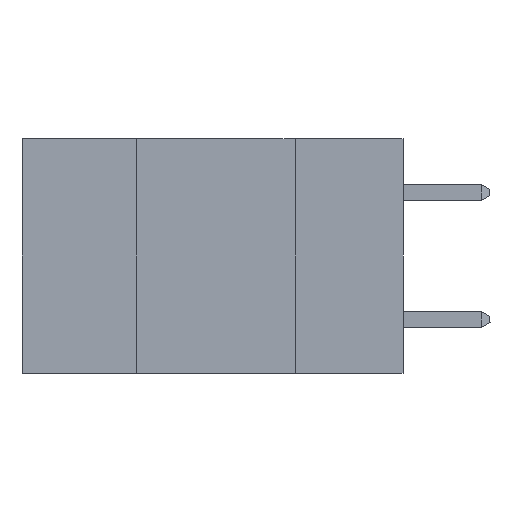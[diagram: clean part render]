
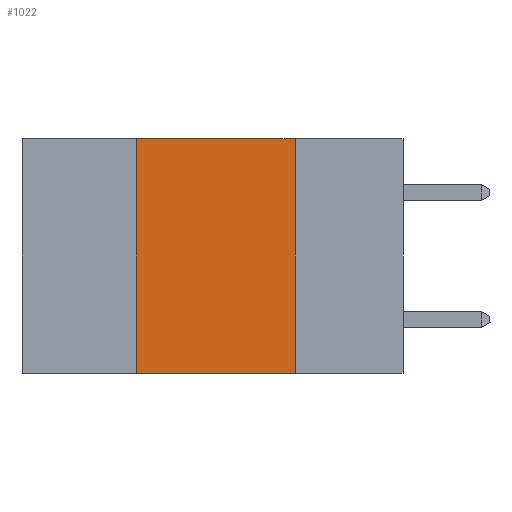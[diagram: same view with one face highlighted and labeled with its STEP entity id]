
A CAD part, left-side view. The second image highlights one B-rep face of the part: STEP entity #1022.
In plain terms, the highlighted planar face has unit normal (-1, 0, 0).
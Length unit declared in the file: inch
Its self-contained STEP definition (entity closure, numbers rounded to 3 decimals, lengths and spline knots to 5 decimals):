
#823 = PLANE ( 'NONE',  #24100 ) ;
#1022 = ADVANCED_FACE ( 'NONE', ( #21297 ), #823, .F. ) ;
#2953 = CARTESIAN_POINT ( 'NONE',  ( 0., 0.6, 0. ) ) ;
#3808 = LINE ( 'NONE', #13738, #10563 ) ;
#4552 = VERTEX_POINT ( 'NONE', #21587 ) ;
#4657 = EDGE_CURVE ( 'NONE', #15985, #25919, #7939, .T. ) ;
#7939 = LINE ( 'NONE', #21419, #9856 ) ;
#8871 = DIRECTION ( 'NONE',  ( 0., 0., -1. ) ) ;
#9036 = DIRECTION ( 'NONE',  ( 0., -1., 0. ) ) ;
#9796 = DIRECTION ( 'NONE',  ( 0., 0., -1. ) ) ;
#9856 = VECTOR ( 'NONE', #15007, 39.37008 ) ;
#10334 = ORIENTED_EDGE ( 'NONE', *, *, #18883, .F. ) ;
#10563 = VECTOR ( 'NONE', #9796, 39.37008 ) ;
#11996 = ORIENTED_EDGE ( 'NONE', *, *, #4657, .T. ) ;
#13276 = EDGE_CURVE ( 'NONE', #4552, #25919, #3808, .T. ) ;
#13738 = CARTESIAN_POINT ( 'NONE',  ( 0., 0.17, 0. ) ) ;
#14394 = LINE ( 'NONE', #19747, #25332 ) ;
#15007 = DIRECTION ( 'NONE',  ( 0., -1., 0. ) ) ;
#15282 = ORIENTED_EDGE ( 'NONE', *, *, #13276, .F. ) ;
#15985 = VERTEX_POINT ( 'NONE', #22496 ) ;
#15994 = EDGE_LOOP ( 'NONE', ( #15282, #21943, #10334, #11996 ) ) ;
#18269 = DIRECTION ( 'NONE',  ( 0., 0., 1. ) ) ;
#18883 = EDGE_CURVE ( 'NONE', #15985, #18992, #14394, .T. ) ;
#18992 = VERTEX_POINT ( 'NONE', #26271 ) ;
#19225 = DIRECTION ( 'NONE',  ( 1., 0., 0. ) ) ;
#19430 = VECTOR ( 'NONE', #9036, 39.37008 ) ;
#19747 = CARTESIAN_POINT ( 'NONE',  ( 0., 0.42, 0. ) ) ;
#21297 = FACE_OUTER_BOUND ( 'NONE', #15994, .T. ) ;
#21419 = CARTESIAN_POINT ( 'NONE',  ( 0., 0.6, -0.37 ) ) ;
#21587 = CARTESIAN_POINT ( 'NONE',  ( 0., 0.17, 0. ) ) ;
#21800 = EDGE_CURVE ( 'NONE', #18992, #4552, #25834, .T. ) ;
#21943 = ORIENTED_EDGE ( 'NONE', *, *, #21800, .F. ) ;
#22496 = CARTESIAN_POINT ( 'NONE',  ( 0., 0.42, -0.37 ) ) ;
#23264 = CARTESIAN_POINT ( 'NONE',  ( 0., 0.6, 0. ) ) ;
#23856 = CARTESIAN_POINT ( 'NONE',  ( 0., 0.17, -0.37 ) ) ;
#24100 = AXIS2_PLACEMENT_3D ( 'NONE', #2953, #19225, #8871 ) ;
#25332 = VECTOR ( 'NONE', #18269, 39.37008 ) ;
#25834 = LINE ( 'NONE', #23264, #19430 ) ;
#25919 = VERTEX_POINT ( 'NONE', #23856 ) ;
#26271 = CARTESIAN_POINT ( 'NONE',  ( 0., 0.42, 0. ) ) ;
